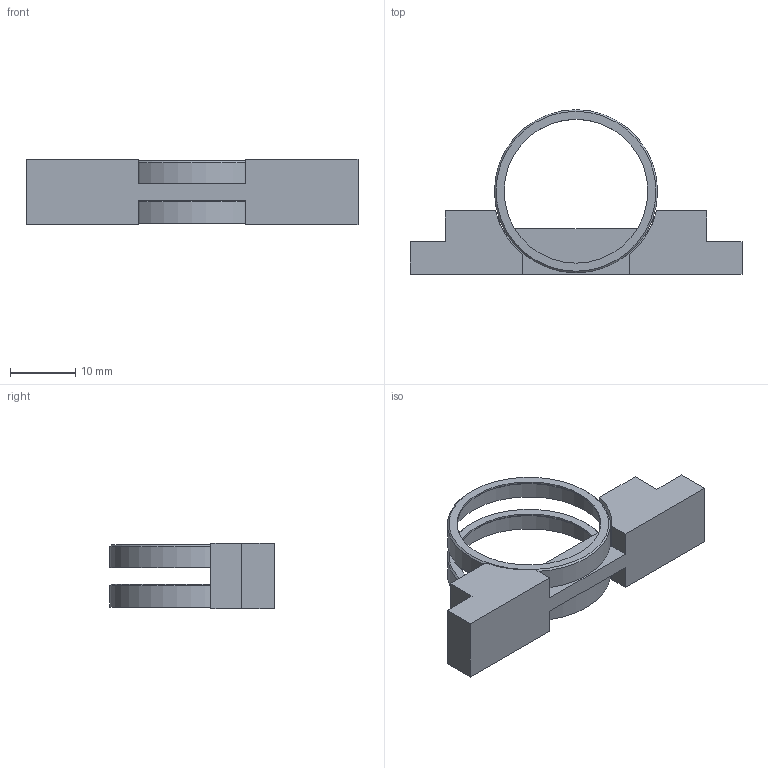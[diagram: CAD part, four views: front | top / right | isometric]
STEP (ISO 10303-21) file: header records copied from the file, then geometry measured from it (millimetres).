
FILE_DESCRIPTION(/* description */ (''),/* implementation_level */ '2;1');
FILE_NAME(/* name */ 'laserline-filter_holder_assembly_no-brace.step',/* time_stamp */ '2024-02-21T06:48:35-05:00',/* author */ (''),/* organization */ (''),/* preprocessor_version */ 'ST-DEVELOPER v19.2',/* originating_system */ 'Autodesk Translation Framework v12.6.0.85',/* authorisation */ '');
FILE_SCHEMA (('AUTOMOTIVE_DESIGN { 1 0 10303 214 3 1 1 }'));
Length unit declared in the file: millimetre
Products named in the file (3): laserline-filter_holder_assembly; line-filter_holder_v2; 25.0mm-X-3.5mm_filter-case
Assembly tree (3 placements, depth 2):
  laserline-filter_holder_assembly
    25.0mm-X-3.5mm_filter-case  x2
    line-filter_holder_v2
Bounding box: 50.8 x 25.18 x 10 mm (x, y, z)
Volume: 3133 mm3; surface area: 3297.6 mm2
Topology: 3 solids, 3 shells, 38 faces, 88 edges, 58 vertices
Faces by surface type: plane 26, cylinder 8, cone 4
Full cylindrical faces by diameter (mm): 22 x2, 24 x2, 24.97 x2
Entity records: 991 total; most frequent: DIRECTION 163, CARTESIAN_POINT 159, ORIENTED_EDGE 148, EDGE_CURVE 74, LINE 57, VECTOR 57, AXIS2_PLACEMENT_3D 53, VERTEX_POINT 49
